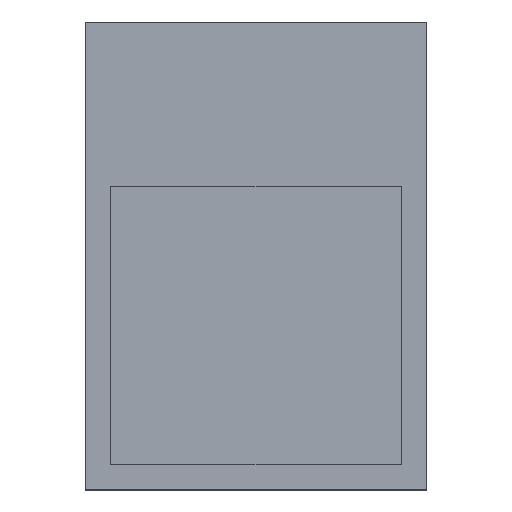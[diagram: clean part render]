
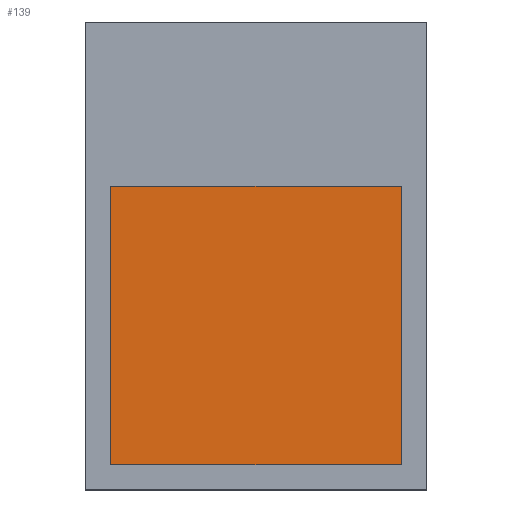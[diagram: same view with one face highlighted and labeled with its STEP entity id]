
A CAD part, top view. The second image highlights one B-rep face of the part: STEP entity #139.
In plain terms, the highlighted planar face has unit normal (0, 0, 1).
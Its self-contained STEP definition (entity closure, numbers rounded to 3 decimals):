
#139=ADVANCED_FACE('',(#222),#224,.T.);
#222=FACE_BOUND('',#223,.T.);
#223=EDGE_LOOP('',(#276,#277,#278,#279));
#224=PLANE('',#225);
#225=AXIS2_PLACEMENT_3D('',#226,#227,#228);
#226=CARTESIAN_POINT('',(0.,0.,2.2));
#227=DIRECTION('',(0.,0.,1.));
#228=DIRECTION('',(1.,0.,0.));
#276=ORIENTED_EDGE('',*,*,#299,.T.);
#277=ORIENTED_EDGE('',*,*,#297,.T.);
#278=ORIENTED_EDGE('',*,*,#295,.T.);
#279=ORIENTED_EDGE('',*,*,#293,.T.);
#293=EDGE_CURVE('',#326,#324,#327,.T.);
#295=EDGE_CURVE('',#329,#326,#330,.T.);
#297=EDGE_CURVE('',#332,#329,#333,.T.);
#299=EDGE_CURVE('',#324,#332,#335,.T.);
#324=VERTEX_POINT('',#380);
#326=VERTEX_POINT('',#384);
#327=LINE('',#385,#386);
#329=VERTEX_POINT('',#391);
#330=LINE('',#392,#393);
#332=VERTEX_POINT('',#398);
#333=LINE('',#399,#400);
#335=LINE('',#405,#406);
#380=CARTESIAN_POINT('',(12.5,12.,2.2));
#384=CARTESIAN_POINT('',(12.5,1.,2.2));
#385=CARTESIAN_POINT('',(12.5,1.,2.2));
#386=VECTOR('',#387,1.);
#387=DIRECTION('',(0.,1.,0.));
#391=CARTESIAN_POINT('',(1.,1.,2.2));
#392=CARTESIAN_POINT('',(1.,1.,2.2));
#393=VECTOR('',#394,1.);
#394=DIRECTION('',(1.,0.,0.));
#398=CARTESIAN_POINT('',(1.,12.,2.2));
#399=CARTESIAN_POINT('',(1.,12.,2.2));
#400=VECTOR('',#401,1.);
#401=DIRECTION('',(0.,-1.,0.));
#405=CARTESIAN_POINT('',(12.5,12.,2.2));
#406=VECTOR('',#407,1.);
#407=DIRECTION('',(-1.,0.,0.));
